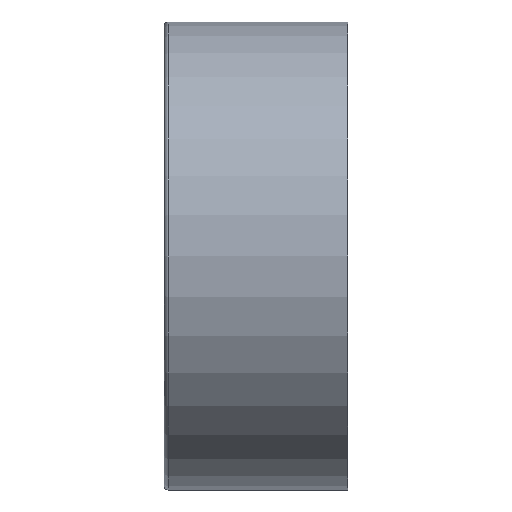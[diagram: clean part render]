
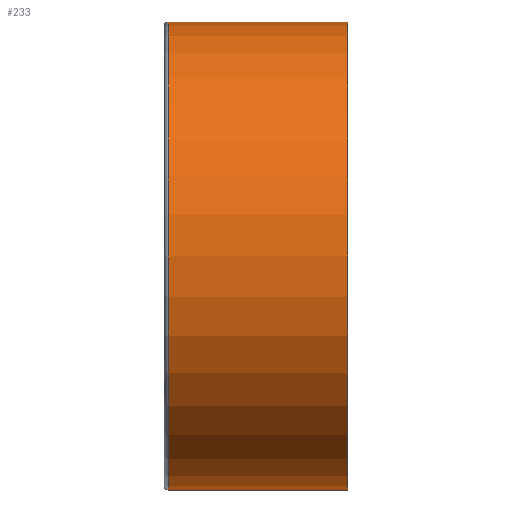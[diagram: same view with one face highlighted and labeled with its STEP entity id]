
A CAD part, front view. The second image highlights one B-rep face of the part: STEP entity #233.
In plain terms, the highlighted cylindrical face has radius 55 mm (diameter 110 mm), a full revolution.
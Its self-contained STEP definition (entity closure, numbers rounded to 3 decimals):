
#46=CYLINDRICAL_SURFACE('',#256,55.);
#54=FACE_BOUND('',#84,.T.);
#64=FACE_OUTER_BOUND('',#83,.T.);
#83=EDGE_LOOP('',(#174));
#84=EDGE_LOOP('',(#175));
#106=CIRCLE('',#252,55.);
#109=CIRCLE('',#257,55.);
#117=VERTEX_POINT('',#321);
#120=VERTEX_POINT('',#329);
#140=EDGE_CURVE('',#117,#117,#106,.T.);
#143=EDGE_CURVE('',#120,#120,#109,.T.);
#174=ORIENTED_EDGE('',*,*,#143,.T.);
#175=ORIENTED_EDGE('',*,*,#140,.F.);
#233=ADVANCED_FACE('',(#64,#54),#46,.T.);
#252=AXIS2_PLACEMENT_3D('',#322,#277,#278);
#256=AXIS2_PLACEMENT_3D('',#328,#285,#286);
#257=AXIS2_PLACEMENT_3D('',#330,#287,#288);
#277=DIRECTION('center_axis',(-1.,0.,0.));
#278=DIRECTION('ref_axis',(0.,1.,0.));
#285=DIRECTION('center_axis',(-1.,0.,0.));
#286=DIRECTION('ref_axis',(0.,-1.,0.));
#287=DIRECTION('center_axis',(-1.,0.,0.));
#288=DIRECTION('ref_axis',(0.,0.,1.));
#321=CARTESIAN_POINT('',(1.868,-55.,0.));
#322=CARTESIAN_POINT('Origin',(1.868,0.,0.));
#328=CARTESIAN_POINT('Origin',(22.,0.,0.));
#329=CARTESIAN_POINT('',(44.,-55.,0.));
#330=CARTESIAN_POINT('Origin',(44.,0.,0.));
